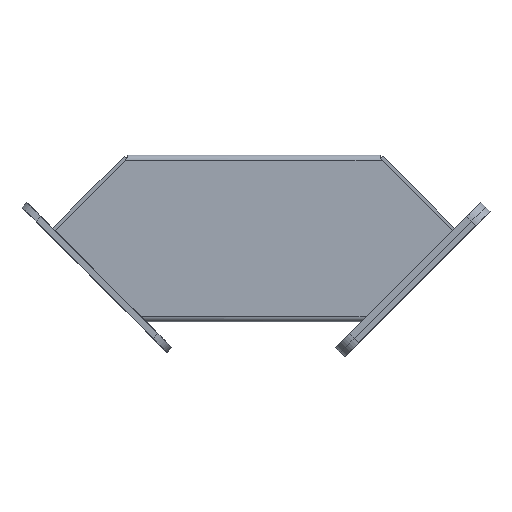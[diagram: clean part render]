
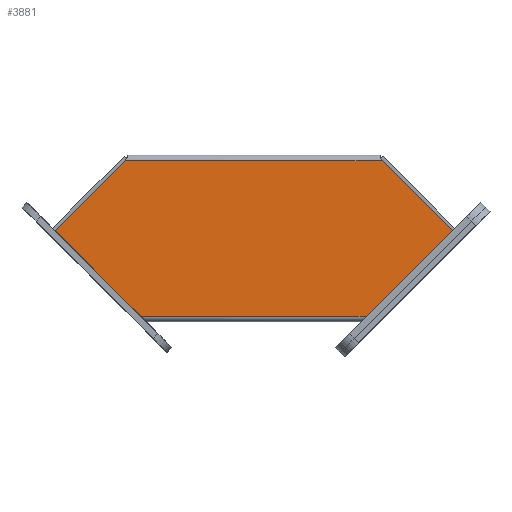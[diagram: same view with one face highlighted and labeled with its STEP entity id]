
A CAD part, front view. The second image highlights one B-rep face of the part: STEP entity #3881.
In plain terms, the highlighted planar face has unit normal (0, -1, 0).
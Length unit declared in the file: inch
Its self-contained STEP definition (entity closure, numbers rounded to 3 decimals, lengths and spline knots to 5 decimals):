
#15 = LINE ( 'NONE', #2570, #297 ) ;
#17 = CARTESIAN_POINT ( 'NONE',  ( 2.033, -1.25, 0. ) ) ;
#105 = EDGE_CURVE ( 'NONE', #993, #1870, #3640, .T. ) ;
#244 = DIRECTION ( 'NONE',  ( 0.707, 0., 0.707 ) ) ;
#293 = CARTESIAN_POINT ( 'NONE',  ( -3.75, -1.25, 3.0415 ) ) ;
#297 = VECTOR ( 'NONE', #1615, 39.37008 ) ;
#336 = LINE ( 'NONE', #293, #872 ) ;
#422 = DIRECTION ( 'NONE',  ( -1., 0., 0. ) ) ;
#507 = VERTEX_POINT ( 'NONE', #2020 ) ;
#750 = ORIENTED_EDGE ( 'NONE', *, *, #4236, .F. ) ;
#773 = EDGE_CURVE ( 'NONE', #993, #3985, #336, .T. ) ;
#828 = CARTESIAN_POINT ( 'NONE',  ( -2.4255, -1.25, 3.0415 ) ) ;
#872 = VECTOR ( 'NONE', #1609, 39.37008 ) ;
#993 = VERTEX_POINT ( 'NONE', #1165 ) ;
#999 = VECTOR ( 'NONE', #3981, 39.37008 ) ;
#1017 = LINE ( 'NONE', #1736, #2104 ) ;
#1073 = VERTEX_POINT ( 'NONE', #2575 ) ;
#1165 = CARTESIAN_POINT ( 'NONE',  ( 2.4255, -1.25, 3.0415 ) ) ;
#1279 = LINE ( 'NONE', #17, #999 ) ;
#1540 = LINE ( 'NONE', #2858, #2254 ) ;
#1604 = AXIS2_PLACEMENT_3D ( 'NONE', #2635, #2268, #3262 ) ;
#1609 = DIRECTION ( 'NONE',  ( -1., 0., 0. ) ) ;
#1615 = DIRECTION ( 'NONE',  ( -0.707, 0., 0.707 ) ) ;
#1736 = CARTESIAN_POINT ( 'NONE',  ( -3.75, -1.25, 0.108 ) ) ;
#1853 = EDGE_CURVE ( 'NONE', #2663, #507, #15, .T. ) ;
#1870 = VERTEX_POINT ( 'NONE', #4216 ) ;
#1939 = PLANE ( 'NONE',  #1604 ) ;
#1962 = VECTOR ( 'NONE', #3899, 39.37008 ) ;
#1976 = EDGE_LOOP ( 'NONE', ( #750, #2890, #4089, #3738, #3075, #2920 ) ) ;
#2020 = CARTESIAN_POINT ( 'NONE',  ( -3.75, -1.25, 1.717 ) ) ;
#2104 = VECTOR ( 'NONE', #422, 39.37008 ) ;
#2254 = VECTOR ( 'NONE', #244, 39.37008 ) ;
#2268 = DIRECTION ( 'NONE',  ( 0., -1., 0. ) ) ;
#2570 = CARTESIAN_POINT ( 'NONE',  ( -3.75, -1.25, 1.717 ) ) ;
#2575 = CARTESIAN_POINT ( 'NONE',  ( 2.141, -1.25, 0.108 ) ) ;
#2635 = CARTESIAN_POINT ( 'NONE',  ( -3.75, -1.25, 3.0775 ) ) ;
#2663 = VERTEX_POINT ( 'NONE', #4166 ) ;
#2858 = CARTESIAN_POINT ( 'NONE',  ( -2.3895, -1.25, 3.0775 ) ) ;
#2890 = ORIENTED_EDGE ( 'NONE', *, *, #3785, .F. ) ;
#2920 = ORIENTED_EDGE ( 'NONE', *, *, #1853, .F. ) ;
#3075 = ORIENTED_EDGE ( 'NONE', *, *, #3148, .F. ) ;
#3148 = EDGE_CURVE ( 'NONE', #507, #3985, #1540, .T. ) ;
#3262 = DIRECTION ( 'NONE',  ( 0., 0., -1. ) ) ;
#3325 = FACE_OUTER_BOUND ( 'NONE', #1976, .T. ) ;
#3640 = LINE ( 'NONE', #4221, #1962 ) ;
#3738 = ORIENTED_EDGE ( 'NONE', *, *, #773, .T. ) ;
#3785 = EDGE_CURVE ( 'NONE', #1870, #1073, #1279, .T. ) ;
#3881 = ADVANCED_FACE ( 'NONE', ( #3325 ), #1939, .T. ) ;
#3899 = DIRECTION ( 'NONE',  ( 0.707, 0., -0.707 ) ) ;
#3981 = DIRECTION ( 'NONE',  ( -0.707, 0., -0.707 ) ) ;
#3985 = VERTEX_POINT ( 'NONE', #828 ) ;
#4089 = ORIENTED_EDGE ( 'NONE', *, *, #105, .F. ) ;
#4166 = CARTESIAN_POINT ( 'NONE',  ( -2.141, -1.25, 0.108 ) ) ;
#4216 = CARTESIAN_POINT ( 'NONE',  ( 3.75, -1.25, 1.717 ) ) ;
#4221 = CARTESIAN_POINT ( 'NONE',  ( 3.75, -1.25, 1.717 ) ) ;
#4236 = EDGE_CURVE ( 'NONE', #1073, #2663, #1017, .T. ) ;
